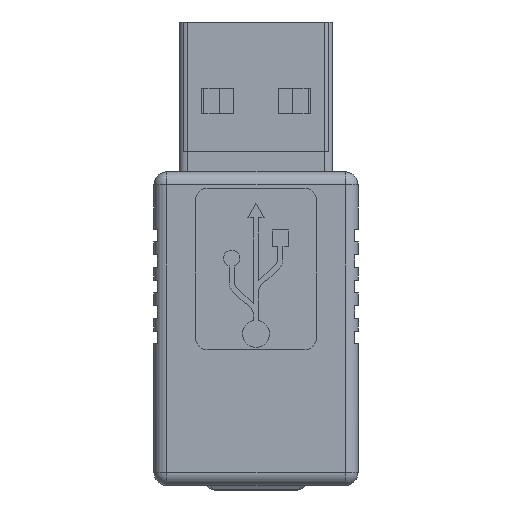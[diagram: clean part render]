
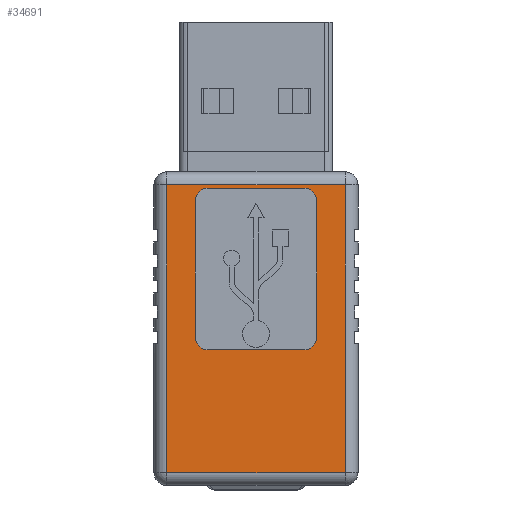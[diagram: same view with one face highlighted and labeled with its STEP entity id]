
A CAD part, left-side view. The second image highlights one B-rep face of the part: STEP entity #34691.
In plain terms, the highlighted face is planar.
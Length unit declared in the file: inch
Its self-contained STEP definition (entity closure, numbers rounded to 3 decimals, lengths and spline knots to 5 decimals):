
#288 = EDGE_CURVE ( 'NONE', #15265, #15264, #21968, .T. ) ;
#289 = EDGE_CURVE ( 'NONE', #15264, #15269, #21963, .T. ) ;
#290 = EDGE_CURVE ( 'NONE', #15269, #15270, #21972, .T. ) ;
#291 = EDGE_CURVE ( 'NONE', #15270, #15265, #21974, .T. ) ;
#292 = EDGE_CURVE ( 'NONE', #15266, #15271, #21976, .T. ) ;
#293 = EDGE_CURVE ( 'NONE', #15271, #15273, #21970, .T. ) ;
#294 = EDGE_CURVE ( 'NONE', #15273, #15274, #21980, .T. ) ;
#295 = EDGE_CURVE ( 'NONE', #15274, #15275, #21981, .T. ) ;
#296 = EDGE_CURVE ( 'NONE', #15275, #15276, #21983, .T. ) ;
#297 = EDGE_CURVE ( 'NONE', #15276, #15277, #21984, .T. ) ;
#298 = EDGE_CURVE ( 'NONE', #15277, #15278, #21986, .T. ) ;
#299 = EDGE_CURVE ( 'NONE', #15278, #15266, #21987, .T. ) ;
#3296 = EDGE_LOOP ( 'NONE', ( #22442, #22444, #22446, #22447, #22448, #22449, #22450, #22451 ) ) ;
#4437 = EDGE_LOOP ( 'NONE', ( #22434, #22436, #22438, #22440 ) ) ;
#6627 = CARTESIAN_POINT ( 'NONE',  ( -0.27495, 0.1673, 0.9286 ) ) ;
#6628 = CARTESIAN_POINT ( 'NONE',  ( -0.27495, 0.1673, 0.04 ) ) ;
#6629 = CARTESIAN_POINT ( 'NONE',  ( 0.187, 0.1673, 0.08937 ) ) ;
#6632 = CARTESIAN_POINT ( 'NONE',  ( 0.27495, 0.1673, 0.9286 ) ) ;
#6633 = CARTESIAN_POINT ( 'NONE',  ( 0.27495, 0.1673, 0.04 ) ) ;
#6634 = CARTESIAN_POINT ( 'NONE',  ( 0.187, 0.1673, 0.51063 ) ) ;
#6636 = CARTESIAN_POINT ( 'NONE',  ( 0.14763, 0.1673, 0.55 ) ) ;
#6637 = CARTESIAN_POINT ( 'NONE',  ( -0.14763, 0.1673, 0.55 ) ) ;
#6638 = CARTESIAN_POINT ( 'NONE',  ( -0.187, 0.1673, 0.51063 ) ) ;
#6639 = CARTESIAN_POINT ( 'NONE',  ( -0.187, 0.1673, 0.08937 ) ) ;
#6640 = CARTESIAN_POINT ( 'NONE',  ( -0.14763, 0.1673, 0.05 ) ) ;
#6641 = CARTESIAN_POINT ( 'NONE',  ( 0.14763, 0.1673, 0.05 ) ) ;
#11396 = AXIS2_PLACEMENT_3D ( 'NONE', #28126, #28121, #28133 ) ;
#15264 = VERTEX_POINT ( 'NONE', #6627 ) ;
#15265 = VERTEX_POINT ( 'NONE', #6628 ) ;
#15266 = VERTEX_POINT ( 'NONE', #6629 ) ;
#15269 = VERTEX_POINT ( 'NONE', #6632 ) ;
#15270 = VERTEX_POINT ( 'NONE', #6633 ) ;
#15271 = VERTEX_POINT ( 'NONE', #6634 ) ;
#15273 = VERTEX_POINT ( 'NONE', #6636 ) ;
#15274 = VERTEX_POINT ( 'NONE', #6637 ) ;
#15275 = VERTEX_POINT ( 'NONE', #6638 ) ;
#15276 = VERTEX_POINT ( 'NONE', #6639 ) ;
#15277 = VERTEX_POINT ( 'NONE', #6640 ) ;
#15278 = VERTEX_POINT ( 'NONE', #6641 ) ;
#17338 = AXIS2_PLACEMENT_3D ( 'NONE', #25543, #25544, #25545 ) ;
#17339 = AXIS2_PLACEMENT_3D ( 'NONE', #25548, #25549, #25550 ) ;
#17340 = AXIS2_PLACEMENT_3D ( 'NONE', #25553, #25554, #25555 ) ;
#17341 = AXIS2_PLACEMENT_3D ( 'NONE', #25557, #25558, #25559 ) ;
#21963 = LINE ( 'NONE', #25524, #21973 ) ;
#21968 = LINE ( 'NONE', #25530, #21971 ) ;
#21970 = CIRCLE ( 'NONE', #17338, 0.03937 ) ;
#21971 = VECTOR ( 'NONE', #25532, 39.37008 ) ;
#21972 = LINE ( 'NONE', #25534, #21975 ) ;
#21973 = VECTOR ( 'NONE', #25533, 39.37008 ) ;
#21974 = LINE ( 'NONE', #25536, #21977 ) ;
#21975 = VECTOR ( 'NONE', #25535, 39.37008 ) ;
#21976 = LINE ( 'NONE', #25538, #21979 ) ;
#21977 = VECTOR ( 'NONE', #25537, 39.37008 ) ;
#21979 = VECTOR ( 'NONE', #25540, 39.37008 ) ;
#21980 = LINE ( 'NONE', #25539, #21982 ) ;
#21981 = CIRCLE ( 'NONE', #17339, 0.03937 ) ;
#21982 = VECTOR ( 'NONE', #25531, 39.37008 ) ;
#21983 = LINE ( 'NONE', #25541, #21985 ) ;
#21984 = CIRCLE ( 'NONE', #17340, 0.03937 ) ;
#21985 = VECTOR ( 'NONE', #25542, 39.37008 ) ;
#21986 = LINE ( 'NONE', #25546, #21988 ) ;
#21987 = CIRCLE ( 'NONE', #17341, 0.03937 ) ;
#21988 = VECTOR ( 'NONE', #25547, 39.37008 ) ;
#22434 = ORIENTED_EDGE ( 'NONE', *, *, #288, .T. ) ;
#22436 = ORIENTED_EDGE ( 'NONE', *, *, #289, .T. ) ;
#22438 = ORIENTED_EDGE ( 'NONE', *, *, #290, .T. ) ;
#22440 = ORIENTED_EDGE ( 'NONE', *, *, #291, .T. ) ;
#22442 = ORIENTED_EDGE ( 'NONE', *, *, #292, .T. ) ;
#22444 = ORIENTED_EDGE ( 'NONE', *, *, #293, .T. ) ;
#22446 = ORIENTED_EDGE ( 'NONE', *, *, #294, .T. ) ;
#22447 = ORIENTED_EDGE ( 'NONE', *, *, #295, .T. ) ;
#22448 = ORIENTED_EDGE ( 'NONE', *, *, #296, .T. ) ;
#22449 = ORIENTED_EDGE ( 'NONE', *, *, #297, .T. ) ;
#22450 = ORIENTED_EDGE ( 'NONE', *, *, #298, .T. ) ;
#22451 = ORIENTED_EDGE ( 'NONE', *, *, #299, .T. ) ;
#23618 = FACE_OUTER_BOUND ( 'NONE', #4437, .T. ) ;
#23620 = FACE_BOUND ( 'NONE', #3296, .T. ) ;
#25524 = CARTESIAN_POINT ( 'NONE',  ( 0.31495, 0.1673, 0.9286 ) ) ;
#25530 = CARTESIAN_POINT ( 'NONE',  ( -0.27495, 0.1673, 0.17717 ) ) ;
#25531 = DIRECTION ( 'NONE',  ( -1., 0., 0. ) ) ;
#25532 = DIRECTION ( 'NONE',  ( 0., 0., 1. ) ) ;
#25533 = DIRECTION ( 'NONE',  ( 1., 0., 0. ) ) ;
#25534 = CARTESIAN_POINT ( 'NONE',  ( 0.27495, 0.1673, 0.5315 ) ) ;
#25535 = DIRECTION ( 'NONE',  ( 0., 0., -1. ) ) ;
#25536 = CARTESIAN_POINT ( 'NONE',  ( -0.31495, 0.1673, 0.04 ) ) ;
#25537 = DIRECTION ( 'NONE',  ( -1., 0., 0. ) ) ;
#25538 = CARTESIAN_POINT ( 'NONE',  ( 0.187, 0.1673, 0.51063 ) ) ;
#25539 = CARTESIAN_POINT ( 'NONE',  ( 0.14763, 0.1673, 0.55 ) ) ;
#25540 = DIRECTION ( 'NONE',  ( 0., 0., 1. ) ) ;
#25541 = CARTESIAN_POINT ( 'NONE',  ( -0.187, 0.1673, 0.51063 ) ) ;
#25542 = DIRECTION ( 'NONE',  ( 0., 0., -1. ) ) ;
#25543 = CARTESIAN_POINT ( 'NONE',  ( 0.14763, 0.1673, 0.51063 ) ) ;
#25544 = DIRECTION ( 'NONE',  ( 0., -1., 0. ) ) ;
#25545 = DIRECTION ( 'NONE',  ( 0., 0., -1. ) ) ;
#25546 = CARTESIAN_POINT ( 'NONE',  ( 0.14763, 0.1673, 0.05 ) ) ;
#25547 = DIRECTION ( 'NONE',  ( 1., 0., 0. ) ) ;
#25548 = CARTESIAN_POINT ( 'NONE',  ( -0.14763, 0.1673, 0.51063 ) ) ;
#25549 = DIRECTION ( 'NONE',  ( 0., -1., 0. ) ) ;
#25550 = DIRECTION ( 'NONE',  ( 0., 0., 1. ) ) ;
#25553 = CARTESIAN_POINT ( 'NONE',  ( -0.14763, 0.1673, 0.08937 ) ) ;
#25554 = DIRECTION ( 'NONE',  ( 0., -1., 0. ) ) ;
#25555 = DIRECTION ( 'NONE',  ( 0., 0., -1. ) ) ;
#25557 = CARTESIAN_POINT ( 'NONE',  ( 0.14763, 0.1673, 0.08937 ) ) ;
#25558 = DIRECTION ( 'NONE',  ( 0., -1., 0. ) ) ;
#25559 = DIRECTION ( 'NONE',  ( 0., 0., -1. ) ) ;
#28121 = DIRECTION ( 'NONE',  ( 0., 1., 0. ) ) ;
#28126 = CARTESIAN_POINT ( 'NONE',  ( 0.31495, 0.1673, 0.6025 ) ) ;
#28129 = PLANE ( 'NONE',  #11396 ) ;
#28133 = DIRECTION ( 'NONE',  ( 0., 0., 1. ) ) ;
#34691 = ADVANCED_FACE ( 'NONE', ( #23618, #23620 ), #28129, .T. ) ;
